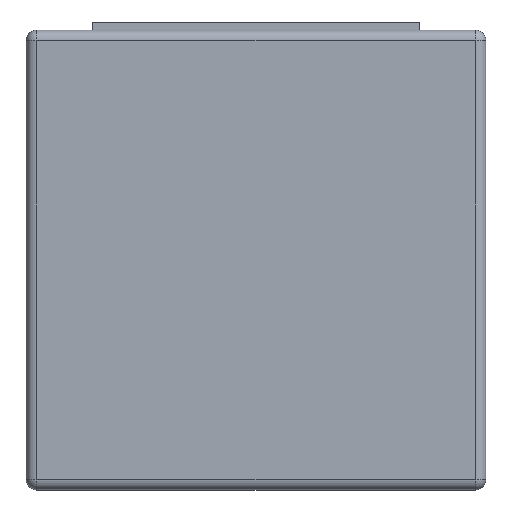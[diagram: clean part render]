
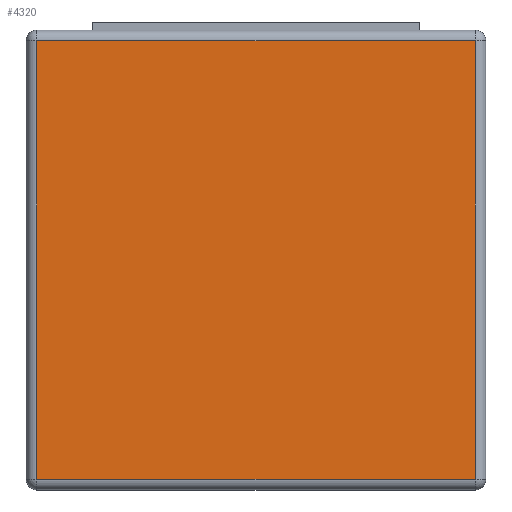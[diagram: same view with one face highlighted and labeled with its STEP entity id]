
A CAD part, front view. The second image highlights one B-rep face of the part: STEP entity #4320.
In plain terms, the highlighted planar face has unit normal (0, -1, 0).
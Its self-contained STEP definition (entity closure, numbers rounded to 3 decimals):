
#2 = CARTESIAN_POINT ( 'NONE',  ( 0., -9.925, 0. ) ) ;
#24 = DIRECTION ( 'NONE',  ( 0., -1., 0. ) ) ;
#399 = LINE ( 'NONE', #1978, #1315 ) ;
#555 = CARTESIAN_POINT ( 'NONE',  ( 20.325, -9.925, 20.325 ) ) ;
#723 = PLANE ( 'NONE',  #3590 ) ;
#764 = DIRECTION ( 'NONE',  ( 1., 0., 0. ) ) ;
#1205 = CARTESIAN_POINT ( 'NONE',  ( -21.325, -9.925, 20.325 ) ) ;
#1315 = VECTOR ( 'NONE', #764, 1000. ) ;
#1396 = ORIENTED_EDGE ( 'NONE', *, *, #2629, .T. ) ;
#1511 = LINE ( 'NONE', #1534, #1814 ) ;
#1516 = DIRECTION ( 'NONE',  ( -1., 0., 0. ) ) ;
#1534 = CARTESIAN_POINT ( 'NONE',  ( -20.325, -9.925, -21.325 ) ) ;
#1593 = FACE_OUTER_BOUND ( 'NONE', #4702, .T. ) ;
#1641 = LINE ( 'NONE', #2129, #3352 ) ;
#1664 = DIRECTION ( 'NONE',  ( 0., 0., 1. ) ) ;
#1788 = VERTEX_POINT ( 'NONE', #4068 ) ;
#1814 = VECTOR ( 'NONE', #4625, 1000. ) ;
#1877 = VERTEX_POINT ( 'NONE', #2644 ) ;
#1978 = CARTESIAN_POINT ( 'NONE',  ( 21.325, -9.925, -20.325 ) ) ;
#2129 = CARTESIAN_POINT ( 'NONE',  ( 20.325, -9.925, 21.325 ) ) ;
#2304 = EDGE_CURVE ( 'NONE', #1877, #2311, #1641, .T. ) ;
#2311 = VERTEX_POINT ( 'NONE', #555 ) ;
#2486 = EDGE_CURVE ( 'NONE', #4326, #1788, #1511, .T. ) ;
#2542 = ORIENTED_EDGE ( 'NONE', *, *, #2486, .T. ) ;
#2629 = EDGE_CURVE ( 'NONE', #1788, #1877, #399, .T. ) ;
#2644 = CARTESIAN_POINT ( 'NONE',  ( 20.325, -9.925, -20.325 ) ) ;
#3233 = ORIENTED_EDGE ( 'NONE', *, *, #3392, .T. ) ;
#3267 = ORIENTED_EDGE ( 'NONE', *, *, #2304, .T. ) ;
#3352 = VECTOR ( 'NONE', #1664, 1000. ) ;
#3392 = EDGE_CURVE ( 'NONE', #2311, #4326, #3481, .T. ) ;
#3481 = LINE ( 'NONE', #1205, #3887 ) ;
#3590 = AXIS2_PLACEMENT_3D ( 'NONE', #2, #24, #4707 ) ;
#3887 = VECTOR ( 'NONE', #1516, 1000. ) ;
#4068 = CARTESIAN_POINT ( 'NONE',  ( -20.325, -9.925, -20.325 ) ) ;
#4092 = CARTESIAN_POINT ( 'NONE',  ( -20.325, -9.925, 20.325 ) ) ;
#4320 = ADVANCED_FACE ( 'NONE', ( #1593 ), #723, .T. ) ;
#4326 = VERTEX_POINT ( 'NONE', #4092 ) ;
#4625 = DIRECTION ( 'NONE',  ( 0., 0., -1. ) ) ;
#4702 = EDGE_LOOP ( 'NONE', ( #2542, #1396, #3267, #3233 ) ) ;
#4707 = DIRECTION ( 'NONE',  ( 0., 0., -1. ) ) ;
